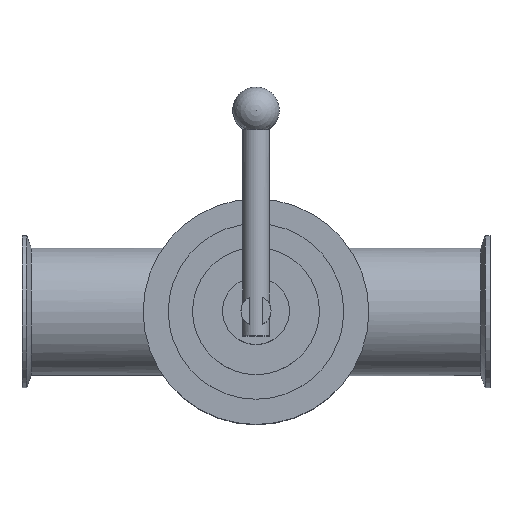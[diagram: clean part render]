
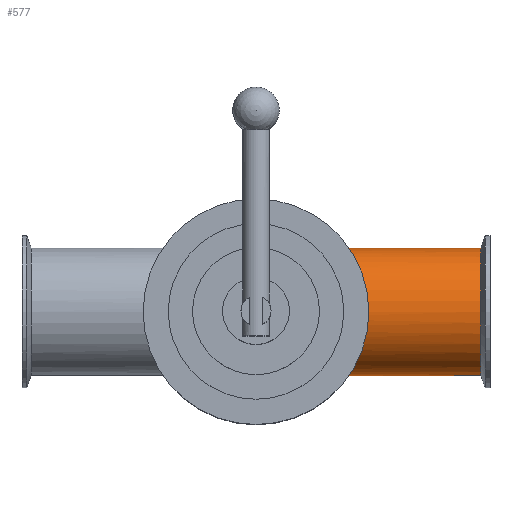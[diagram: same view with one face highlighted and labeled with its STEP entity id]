
A CAD part, top view. The second image highlights one B-rep face of the part: STEP entity #577.
In plain terms, the highlighted cylindrical face has radius 38.15 mm (diameter 76.3 mm), a full revolution.
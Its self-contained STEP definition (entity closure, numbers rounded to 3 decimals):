
#27=B_SPLINE_CURVE_WITH_KNOTS('',3,(#1130,#1131,#1132,#1133,#1134,#1135,
#1136,#1137,#1138,#1139,#1140,#1141,#1142,#1143,#1144,#1145,#1146,#1147,
#1148,#1149,#1150,#1151,#1152,#1153,#1154,#1155,#1156,#1157),
 .UNSPECIFIED.,.F.,.F.,(4,2,2,2,2,2,2,2,2,2,2,2,2,4),(-24.029,
-23.946,-23.603,-23.076,-21.807,
-20.336,-18.825,-17.345,-15.94,
-14.628,-13.542,-12.721,-12.296,
-12.015),.UNSPECIFIED.);
#28=B_SPLINE_CURVE_WITH_KNOTS('',3,(#1158,#1159,#1160,#1161,#1162,#1163,
#1164,#1165,#1166,#1167,#1168,#1169,#1170,#1171,#1172,#1173,#1174,#1175,
#1176,#1177,#1178,#1179,#1180,#1181,#1182,#1183,#1184,#1185),
 .UNSPECIFIED.,.F.,.F.,(4,2,2,2,2,2,2,2,2,2,2,2,2,4),(-12.015,
-11.977,-11.645,-11.163,-10.091,
-8.648,-7.14,-5.644,-4.222,
-2.887,-1.674,-0.776,-0.325,
0.),.UNSPECIFIED.);
#97=FACE_OUTER_BOUND('',#149,.T.);
#149=EDGE_LOOP('',(#478,#479,#480,#481,#482,#483));
#182=LINE('',#1186,#205);
#205=VECTOR('',#837,38.15);
#216=CIRCLE('',#618,38.15);
#217=CIRCLE('',#619,38.15);
#255=VERTEX_POINT('',#884);
#256=VERTEX_POINT('',#885);
#290=VERTEX_POINT('',#1128);
#291=VERTEX_POINT('',#1129);
#310=EDGE_CURVE('',#255,#256,#216,.T.);
#312=EDGE_CURVE('',#256,#255,#217,.T.);
#360=EDGE_CURVE('',#290,#291,#27,.T.);
#361=EDGE_CURVE('',#291,#290,#28,.T.);
#362=EDGE_CURVE('',#291,#256,#182,.T.);
#478=ORIENTED_EDGE('',*,*,#360,.F.);
#479=ORIENTED_EDGE('',*,*,#361,.F.);
#480=ORIENTED_EDGE('',*,*,#362,.T.);
#481=ORIENTED_EDGE('',*,*,#312,.T.);
#482=ORIENTED_EDGE('',*,*,#310,.T.);
#483=ORIENTED_EDGE('',*,*,#362,.F.);
#543=CYLINDRICAL_SURFACE('',#673,38.15);
#577=ADVANCED_FACE('',(#97),#543,.T.);
#618=AXIS2_PLACEMENT_3D('',#886,#710,#711);
#619=AXIS2_PLACEMENT_3D('',#888,#713,#714);
#673=AXIS2_PLACEMENT_3D('',#1127,#835,#836);
#710=DIRECTION('center_axis',(-1.,0.,0.));
#711=DIRECTION('ref_axis',(0.,0.,1.));
#713=DIRECTION('center_axis',(-1.,0.,0.));
#714=DIRECTION('ref_axis',(0.,0.,1.));
#835=DIRECTION('center_axis',(-1.,0.,0.));
#836=DIRECTION('ref_axis',(0.,0.,1.));
#837=DIRECTION('',(1.,0.,0.));
#884=CARTESIAN_POINT('',(134.475,-38.15,0.));
#885=CARTESIAN_POINT('',(134.475,0.,-38.15));
#886=CARTESIAN_POINT('Origin',(134.475,0.,0.));
#888=CARTESIAN_POINT('Origin',(134.475,0.,0.));
#1127=CARTESIAN_POINT('Origin',(70.,0.,0.));
#1128=CARTESIAN_POINT('',(53.133,0.,38.15));
#1129=CARTESIAN_POINT('',(53.133,0.,-38.15));
#1130=CARTESIAN_POINT('Ctrl Pts',(53.133,0.,
38.15));
#1131=CARTESIAN_POINT('Ctrl Pts',(53.133,0.277,38.15));
#1132=CARTESIAN_POINT('Ctrl Pts',(53.133,0.555,38.147));
#1133=CARTESIAN_POINT('Ctrl Pts',(53.131,1.974,38.116));
#1134=CARTESIAN_POINT('Ctrl Pts',(53.127,3.115,38.04));
#1135=CARTESIAN_POINT('Ctrl Pts',(53.107,5.997,37.717));
#1136=CARTESIAN_POINT('Ctrl Pts',(53.088,7.728,37.4));
#1137=CARTESIAN_POINT('Ctrl Pts',(53.002,13.53,35.92));
#1138=CARTESIAN_POINT('Ctrl Pts',(52.905,17.426,34.2));
#1139=CARTESIAN_POINT('Ctrl Pts',(52.665,25.054,29.185));
#1140=CARTESIAN_POINT('Ctrl Pts',(52.52,28.591,25.729));
#1141=CARTESIAN_POINT('Ctrl Pts',(52.269,34.242,17.558));
#1142=CARTESIAN_POINT('Ctrl Pts',(52.166,36.258,12.889));
#1143=CARTESIAN_POINT('Ctrl Pts',(52.061,38.339,3.139));
#1144=CARTESIAN_POINT('Ctrl Pts',(52.056,38.424,-1.838));
#1145=CARTESIAN_POINT('Ctrl Pts',(52.142,36.736,-11.306));
#1146=CARTESIAN_POINT('Ctrl Pts',(52.227,35.071,-15.728));
#1147=CARTESIAN_POINT('Ctrl Pts',(52.443,30.387,-23.477));
#1148=CARTESIAN_POINT('Ctrl Pts',(52.567,27.499,-26.801));
#1149=CARTESIAN_POINT('Ctrl Pts',(52.788,21.31,-31.85));
#1150=CARTESIAN_POINT('Ctrl Pts',(52.884,18.196,-33.726));
#1151=CARTESIAN_POINT('Ctrl Pts',(53.018,12.344,-36.201));
#1152=CARTESIAN_POINT('Ctrl Pts',(53.065,9.716,-36.993));
#1153=CARTESIAN_POINT('Ctrl Pts',(53.11,5.634,-37.758));
#1154=CARTESIAN_POINT('Ctrl Pts',(53.121,4.228,-37.941));
#1155=CARTESIAN_POINT('Ctrl Pts',(53.131,1.879,-38.115));
#1156=CARTESIAN_POINT('Ctrl Pts',(53.133,0.94,-38.15));
#1157=CARTESIAN_POINT('Ctrl Pts',(53.133,0.,
-38.15));
#1158=CARTESIAN_POINT('Ctrl Pts',(53.133,0.,
-38.15));
#1159=CARTESIAN_POINT('Ctrl Pts',(53.133,-0.125,-38.15));
#1160=CARTESIAN_POINT('Ctrl Pts',(53.133,-0.25,-38.149));
#1161=CARTESIAN_POINT('Ctrl Pts',(53.133,-1.482,-38.137));
#1162=CARTESIAN_POINT('Ctrl Pts',(53.129,-2.587,-38.078));
#1163=CARTESIAN_POINT('Ctrl Pts',(53.113,-5.288,-37.816));
#1164=CARTESIAN_POINT('Ctrl Pts',(53.098,-6.876,-37.56));
#1165=CARTESIAN_POINT('Ctrl Pts',(53.031,-11.926,-36.413));
#1166=CARTESIAN_POINT('Ctrl Pts',(52.958,-15.281,-35.138));
#1167=CARTESIAN_POINT('Ctrl Pts',(52.752,-22.62,-31.095));
#1168=CARTESIAN_POINT('Ctrl Pts',(52.61,-26.355,-27.999));
#1169=CARTESIAN_POINT('Ctrl Pts',(52.346,-32.617,-20.416));
#1170=CARTESIAN_POINT('Ctrl Pts',(52.228,-35.02,-15.947));
#1171=CARTESIAN_POINT('Ctrl Pts',(52.082,-37.943,-6.371));
#1172=CARTESIAN_POINT('Ctrl Pts',(52.054,-38.45,-1.363));
#1173=CARTESIAN_POINT('Ctrl Pts',(52.102,-37.532,8.322));
#1174=CARTESIAN_POINT('Ctrl Pts',(52.171,-36.208,12.917));
#1175=CARTESIAN_POINT('Ctrl Pts',(52.367,-32.078,21.124));
#1176=CARTESIAN_POINT('Ctrl Pts',(52.488,-29.398,24.717));
#1177=CARTESIAN_POINT('Ctrl Pts',(52.725,-23.218,30.54));
#1178=CARTESIAN_POINT('Ctrl Pts',(52.838,-19.853,32.827));
#1179=CARTESIAN_POINT('Ctrl Pts',(52.996,-13.483,35.813));
#1180=CARTESIAN_POINT('Ctrl Pts',(53.051,-10.635,36.76));
#1181=CARTESIAN_POINT('Ctrl Pts',(53.104,-6.232,37.668));
#1182=CARTESIAN_POINT('Ctrl Pts',(53.117,-4.742,37.884));
#1183=CARTESIAN_POINT('Ctrl Pts',(53.131,-2.165,38.104));
#1184=CARTESIAN_POINT('Ctrl Pts',(53.133,-1.083,38.15));
#1185=CARTESIAN_POINT('Ctrl Pts',(53.133,0.,
38.15));
#1186=CARTESIAN_POINT('',(70.,0.,-38.15));
